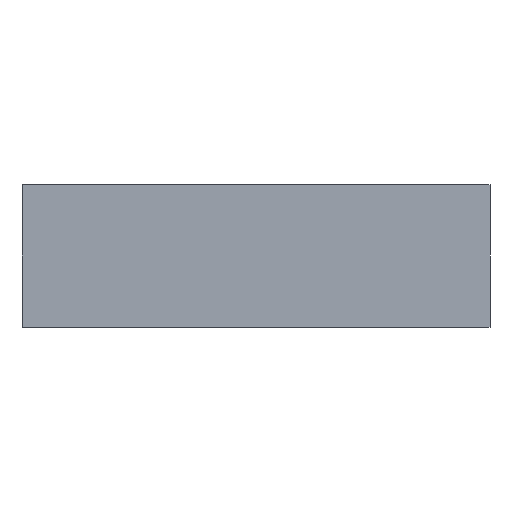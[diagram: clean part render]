
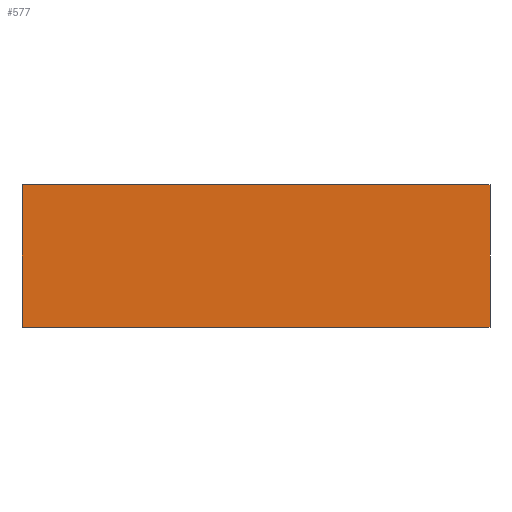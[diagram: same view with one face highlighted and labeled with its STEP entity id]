
A CAD part, left-side view. The second image highlights one B-rep face of the part: STEP entity #577.
In plain terms, the highlighted planar face has unit normal (-1, 0, 0).
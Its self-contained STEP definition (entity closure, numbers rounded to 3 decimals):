
#577 = ADVANCED_FACE( '', ( #1292 ), #1293, .F. );
#1292 = FACE_OUTER_BOUND( '', #2201, .T. );
#1293 = PLANE( '', #2202 );
#2201 = EDGE_LOOP( '', ( #4181, #4182, #4183, #4184 ) );
#2202 = AXIS2_PLACEMENT_3D( '', #4185, #4186, #4187 );
#4181 = ORIENTED_EDGE( '', *, *, #5855, .T. );
#4182 = ORIENTED_EDGE( '', *, *, #5848, .F. );
#4183 = ORIENTED_EDGE( '', *, *, #6409, .F. );
#4184 = ORIENTED_EDGE( '', *, *, #6410, .T. );
#4185 = CARTESIAN_POINT( '', ( -138.5, 82., 25. ) );
#4186 = DIRECTION( '', ( 1., 0., 0. ) );
#4187 = DIRECTION( '', ( 0., 0., -1. ) );
#5848 = EDGE_CURVE( '', #6841, #6836, #6843, .T. );
#5855 = EDGE_CURVE( '', #6854, #6836, #6855, .T. );
#6409 = EDGE_CURVE( '', #7744, #6841, #7745, .T. );
#6410 = EDGE_CURVE( '', #7744, #6854, #7746, .T. );
#6836 = VERTEX_POINT( '', #8409 );
#6841 = VERTEX_POINT( '', #8416 );
#6843 = LINE( '', #8419, #8420 );
#6854 = VERTEX_POINT( '', #8435 );
#6855 = LINE( '', #8436, #8437 );
#7744 = VERTEX_POINT( '', #10455 );
#7745 = LINE( '', #10456, #10457 );
#7746 = LINE( '', #10458, #10459 );
#8409 = CARTESIAN_POINT( '', ( -138.5, 0., 0. ) );
#8416 = CARTESIAN_POINT( '', ( -138.5, 0., 25. ) );
#8419 = CARTESIAN_POINT( '', ( -138.5, 0., 25. ) );
#8420 = VECTOR( '', #11469, 1000. );
#8435 = CARTESIAN_POINT( '', ( -138.5, 82., 0. ) );
#8436 = CARTESIAN_POINT( '', ( -138.5, 82., 0. ) );
#8437 = VECTOR( '', #11474, 1000. );
#10455 = CARTESIAN_POINT( '', ( -138.5, 82., 25. ) );
#10456 = CARTESIAN_POINT( '', ( -138.5, 82., 25. ) );
#10457 = VECTOR( '', #12015, 1000. );
#10458 = CARTESIAN_POINT( '', ( -138.5, 82., 25. ) );
#10459 = VECTOR( '', #12016, 1000. );
#11469 = DIRECTION( '', ( 0., 0., -1. ) );
#11474 = DIRECTION( '', ( 0., -1., 0. ) );
#12015 = DIRECTION( '', ( 0., -1., 0. ) );
#12016 = DIRECTION( '', ( 0., 0., -1. ) );
